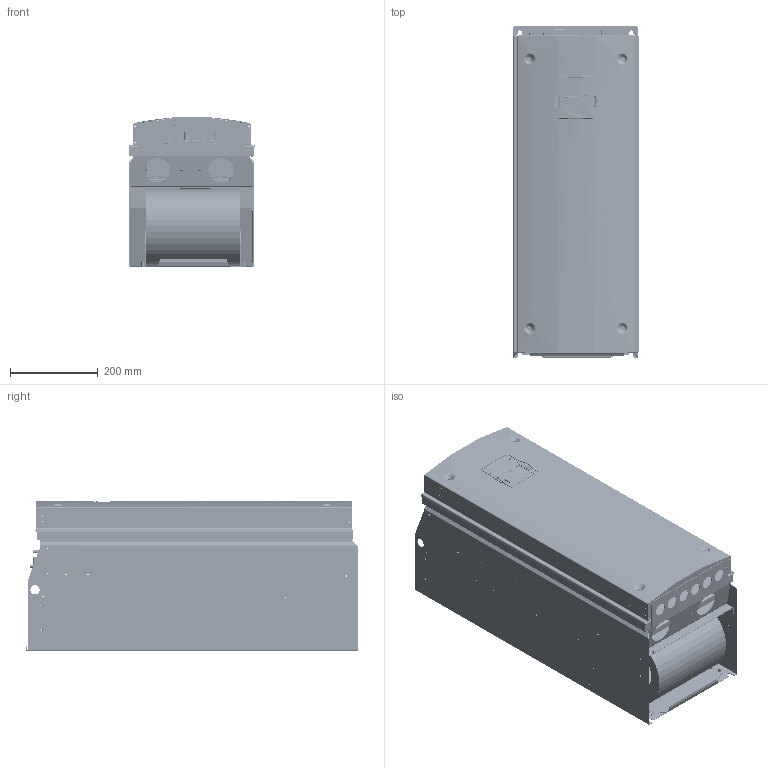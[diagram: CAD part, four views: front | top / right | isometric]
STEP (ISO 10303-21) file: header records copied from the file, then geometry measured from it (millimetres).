
FILE_DESCRIPTION((''),'2;1');
FILE_NAME('FR8_BASIC_IP00','2020-11-05T',('U325185'),('Danfoss Power Electronics'),'CREO PARAMETRIC BY PTC INC, 2018070','CREO PARAMETRIC BY PTC INC, 2018070','');
FILE_SCHEMA(('CONFIG_CONTROL_DESIGN','GEOMETRIC_VALIDATION_PROPERTIES_MIM'));
Length unit declared in the file: millimetre
Products named in the file (1): FR8_BASIC_IP00
Bounding box: 288.9 x 758.5 x 343.61 mm (x, y, z)
Volume: 469832.7 mm3; surface area: 4205904.3 mm2
Topology: 57 solids, 179 shells, 9179 faces, 27475 edges, 17664 vertices
Faces by surface type: cylinder 3998, plane 3752, bspline 491, torus 417, cone 340, extrusion 116, sphere 50, revolution 15
Entity records: 438836 total; most frequent: CARTESIAN_POINT 103994, ORIENTED_EDGE 51158, DIRECTION 48065, EDGE_CURVE 27365, PRESENTATION_STYLE_ASSIGNMENT 26537, STYLED_ITEM 25350, CURVE_STYLE 24084, VERTEX_POINT 17659
